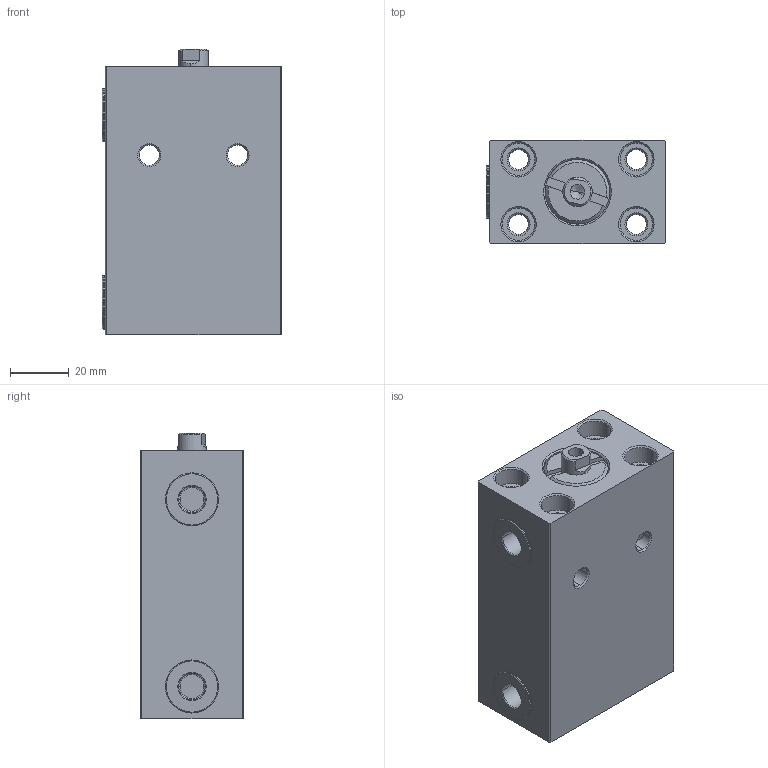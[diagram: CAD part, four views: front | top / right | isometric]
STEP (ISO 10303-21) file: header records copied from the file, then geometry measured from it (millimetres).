
FILE_DESCRIPTION (( 'STEP AP203' ), '1' );
FILE_NAME ('HBC-16DX50N邧雄詢揤詰.STEP', '2019-04-23T00:42:51', ( 'User' ), ( 'china' ), 'SwSTEP 2.0', 'SolidWorks 2018', '' );
FILE_SCHEMA (( 'CONFIG_CONTROL_DESIGN' ));
Length unit declared in the file: millimetre
Products named in the file (5): 掛极50N; ヶ裔; 活塞杆50N; 黑芛; HBC-16DX50N邧雄詢揤詰
Assembly tree (5 placements, depth 2):
  HBC-16DX50N邧雄詢揤詰
    掛极50N
    ヶ裔
    活塞杆50N
    黑芛  x2
Bounding box: 61 x 35 x 97 mm (x, y, z)
Volume: 165692 mm3; surface area: 44047.9 mm2
Topology: 5 solids, 5 shells, 253 faces, 635 edges, 397 vertices
Faces by surface type: cylinder 128, cone 48, plane 45, torus 28, bspline 4
Entity records: 11886 total; most frequent: CARTESIAN_POINT 6039, ORIENTED_EDGE 1190, DIRECTION 1069, EDGE_CURVE 595, AXIS2_PLACEMENT_3D 425, VERTEX_POINT 375, EDGE_LOOP 264, ADVANCED_FACE 233
